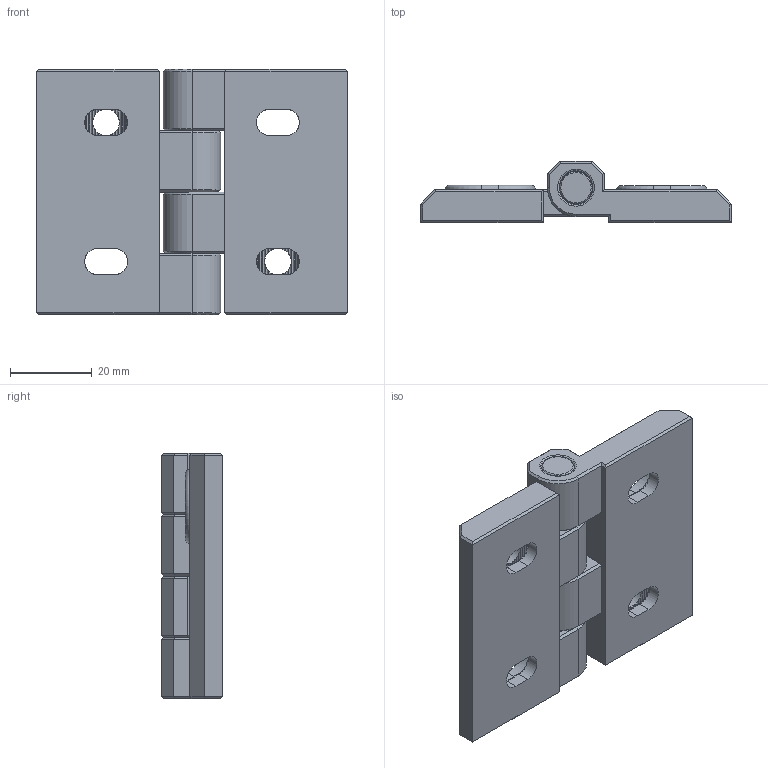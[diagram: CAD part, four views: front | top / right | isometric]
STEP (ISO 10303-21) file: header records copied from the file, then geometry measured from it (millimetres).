
FILE_DESCRIPTION (( 'STEP AP214' ), '1' );
FILE_NAME ('095016.STEP', '2013-05-13T15:36:00', ( 'User' ), ( '' ), 'SwSTEP 2.0', 'SolidWorks 2012', '' );
FILE_SCHEMA (( 'AUTOMOTIVE_DESIGN' ));
Length unit declared in the file: millimetre
Products named in the file (4): scheibe-9-6_Standard; achse_8-60; 095014-Q_Standard; 095016
Assembly tree (5 placements, depth 2):
  095016
    095014-Q_Standard  x2
    achse_8-60
    scheibe-9-6_Standard  x2
Bounding box: 76 x 15 x 60 mm (x, y, z)
Volume: 35440.8 mm3; surface area: 18765.9 mm2
Topology: 5 solids, 5 shells, 682 faces, 1880 edges, 1212 vertices
Faces by surface type: plane 588, cylinder 52, cone 36, torus 6
Entity records: 12721 total; most frequent: CARTESIAN_POINT 2864, ORIENTED_EDGE 1894, DIRECTION 1400, EDGE_CURVE 947, VERTEX_POINT 610, LINE 564, VECTOR 564, AXIS2_PLACEMENT_3D 418
